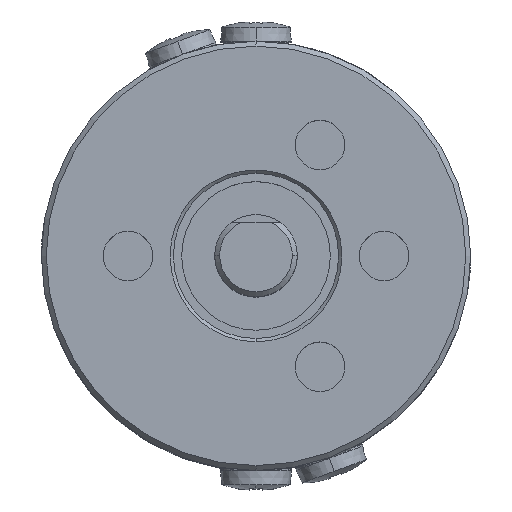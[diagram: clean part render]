
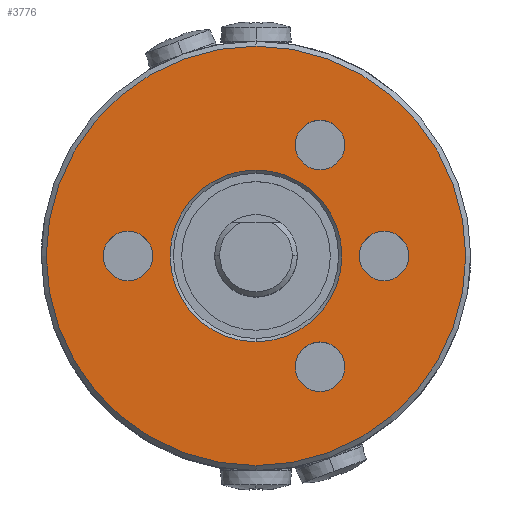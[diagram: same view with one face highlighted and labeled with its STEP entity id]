
A CAD part, top view. The second image highlights one B-rep face of the part: STEP entity #3776.
In plain terms, the highlighted planar face has unit normal (0, 0, 1).
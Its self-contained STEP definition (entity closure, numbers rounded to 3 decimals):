
#558 = DIRECTION ( 'NONE',  ( 0., -1., 0. ) ) ;
#663 = CARTESIAN_POINT ( 'NONE',  ( 0., -5.2, 19.5 ) ) ;
#675 = CARTESIAN_POINT ( 'NONE',  ( 0., -12.7, 19.5 ) ) ;
#683 = DIRECTION ( 'NONE',  ( 0., 0., 1. ) ) ;
#684 = AXIS2_PLACEMENT_3D ( 'NONE', #687, #683, #558 ) ;
#685 = CIRCLE ( 'NONE', #684, 12.7 ) ;
#687 = CARTESIAN_POINT ( 'NONE',  ( 0., 0., 19.5 ) ) ;
#776 = CIRCLE ( 'NONE', #809, 1.5 ) ;
#794 = DIRECTION ( 'NONE',  ( 0., 0., 1. ) ) ;
#795 = CARTESIAN_POINT ( 'NONE',  ( 0., 0., 19.5 ) ) ;
#806 = DIRECTION ( 'NONE',  ( 0., 1., 0. ) ) ;
#807 = DIRECTION ( 'NONE',  ( 0., 0., 1. ) ) ;
#809 = AXIS2_PLACEMENT_3D ( 'NONE', #812, #807, #806 ) ;
#811 = DIRECTION ( 'NONE',  ( 0., -1., 0. ) ) ;
#812 = CARTESIAN_POINT ( 'NONE',  ( 7.75, 0., 19.5 ) ) ;
#850 = DIRECTION ( 'NONE',  ( 0., -1., 0. ) ) ;
#851 = DIRECTION ( 'NONE',  ( 0., 0., -1. ) ) ;
#852 = AXIS2_PLACEMENT_3D ( 'NONE', #854, #851, #850 ) ;
#853 = CIRCLE ( 'NONE', #852, 5.2 ) ;
#854 = CARTESIAN_POINT ( 'NONE',  ( 0., 0., 19.5 ) ) ;
#984 = DIRECTION ( 'NONE',  ( 0., -1., 0. ) ) ;
#985 = DIRECTION ( 'NONE',  ( 0., 0., -1. ) ) ;
#986 = CARTESIAN_POINT ( 'NONE',  ( 0., 0., 19.5 ) ) ;
#987 = AXIS2_PLACEMENT_3D ( 'NONE', #986, #985, #984 ) ;
#989 = FACE_BOUND ( 'NONE', #3792, .T. ) ;
#990 = FACE_BOUND ( 'NONE', #3858, .T. ) ;
#997 = PLANE ( 'NONE',  #987 ) ;
#999 = FACE_BOUND ( 'NONE', #3770, .T. ) ;
#1000 = FACE_BOUND ( 'NONE', #3705, .T. ) ;
#1001 = FACE_OUTER_BOUND ( 'NONE', #3771, .T. ) ;
#1002 = FACE_BOUND ( 'NONE', #3707, .T. ) ;
#1005 = AXIS2_PLACEMENT_3D ( 'NONE', #795, #794, #811 ) ;
#1006 = CIRCLE ( 'NONE', #1005, 12.7 ) ;
#1011 = AXIS2_PLACEMENT_3D ( 'NONE', #1016, #1019, #1018 ) ;
#1012 = CIRCLE ( 'NONE', #1011, 1.5 ) ;
#1016 = CARTESIAN_POINT ( 'NONE',  ( -7.75, 0., 19.5 ) ) ;
#1018 = DIRECTION ( 'NONE',  ( 0., 1., 0. ) ) ;
#1019 = DIRECTION ( 'NONE',  ( 0., 0., 1. ) ) ;
#1047 = DIRECTION ( 'NONE',  ( 0., 0., 1. ) ) ;
#1048 = CARTESIAN_POINT ( 'NONE',  ( 3.875, -6.712, 19.5 ) ) ;
#1049 = DIRECTION ( 'NONE',  ( -0.866, -0.5, 0. ) ) ;
#1050 = AXIS2_PLACEMENT_3D ( 'NONE', #1048, #1047, #1049 ) ;
#1057 = CIRCLE ( 'NONE', #1050, 1.5 ) ;
#1161 = DIRECTION ( 'NONE',  ( 0.866, -0.5, 0. ) ) ;
#1162 = DIRECTION ( 'NONE',  ( 0., 0., 1. ) ) ;
#1163 = AXIS2_PLACEMENT_3D ( 'NONE', #1175, #1162, #1161 ) ;
#1164 = CIRCLE ( 'NONE', #1163, 1.5 ) ;
#1175 = CARTESIAN_POINT ( 'NONE',  ( 3.875, 6.712, 19.5 ) ) ;
#1459 = CARTESIAN_POINT ( 'NONE',  ( 3.875, 5.212, 19.5 ) ) ;
#1475 = CARTESIAN_POINT ( 'NONE',  ( 0., 5.2, 19.5 ) ) ;
#1476 = CARTESIAN_POINT ( 'NONE',  ( 3.875, -8.212, 19.5 ) ) ;
#1491 = CIRCLE ( 'NONE', #1526, 1.5 ) ;
#1503 = CARTESIAN_POINT ( 'NONE',  ( 3.875, 8.212, 19.5 ) ) ;
#1504 = CARTESIAN_POINT ( 'NONE',  ( 0., 12.7, 19.5 ) ) ;
#1506 = CARTESIAN_POINT ( 'NONE',  ( 7.75, 1.5, 19.5 ) ) ;
#1518 = DIRECTION ( 'NONE',  ( 0., 0., 1. ) ) ;
#1524 = DIRECTION ( 'NONE',  ( 0.866, -0.5, 0. ) ) ;
#1525 = CARTESIAN_POINT ( 'NONE',  ( 3.875, 6.712, 19.5 ) ) ;
#1526 = AXIS2_PLACEMENT_3D ( 'NONE', #1525, #1518, #1524 ) ;
#1527 = DIRECTION ( 'NONE',  ( 0., 1., 0. ) ) ;
#1529 = DIRECTION ( 'NONE',  ( 0., 0., 1. ) ) ;
#1531 = CARTESIAN_POINT ( 'NONE',  ( 7.75, 0., 19.5 ) ) ;
#1533 = CIRCLE ( 'NONE', #1535, 1.5 ) ;
#1535 = AXIS2_PLACEMENT_3D ( 'NONE', #1531, #1529, #1527 ) ;
#1557 = DIRECTION ( 'NONE',  ( 0., 0., 1. ) ) ;
#1558 = AXIS2_PLACEMENT_3D ( 'NONE', #1584, #1557, #1559 ) ;
#1559 = DIRECTION ( 'NONE',  ( 0., 1., 0. ) ) ;
#1560 = AXIS2_PLACEMENT_3D ( 'NONE', #1581, #1583, #1582 ) ;
#1564 = CIRCLE ( 'NONE', #1558, 1.5 ) ;
#1568 = CIRCLE ( 'NONE', #1560, 1.5 ) ;
#1581 = CARTESIAN_POINT ( 'NONE',  ( 3.875, -6.712, 19.5 ) ) ;
#1582 = DIRECTION ( 'NONE',  ( -0.866, -0.5, 0. ) ) ;
#1583 = DIRECTION ( 'NONE',  ( 0., 0., 1. ) ) ;
#1584 = CARTESIAN_POINT ( 'NONE',  ( -7.75, 0., 19.5 ) ) ;
#1585 = CARTESIAN_POINT ( 'NONE',  ( -7.75, 1.5, 19.5 ) ) ;
#1621 = CARTESIAN_POINT ( 'NONE',  ( 0., 0., 19.5 ) ) ;
#1627 = DIRECTION ( 'NONE',  ( 0., -1., 0. ) ) ;
#1628 = DIRECTION ( 'NONE',  ( 0., 0., -1. ) ) ;
#1629 = AXIS2_PLACEMENT_3D ( 'NONE', #1621, #1628, #1627 ) ;
#1630 = CIRCLE ( 'NONE', #1629, 5.2 ) ;
#1642 = CARTESIAN_POINT ( 'NONE',  ( 3.875, -5.212, 19.5 ) ) ;
#1652 = CARTESIAN_POINT ( 'NONE',  ( 7.75, -1.5, 19.5 ) ) ;
#1723 = CARTESIAN_POINT ( 'NONE',  ( -7.75, -1.5, 19.5 ) ) ;
#3254 = VERTEX_POINT ( 'NONE', #663 ) ;
#3266 = VERTEX_POINT ( 'NONE', #675 ) ;
#3274 = EDGE_CURVE ( 'NONE', #3349, #3266, #685, .T. ) ;
#3321 = VERTEX_POINT ( 'NONE', #1475 ) ;
#3330 = VERTEX_POINT ( 'NONE', #1476 ) ;
#3343 = VERTEX_POINT ( 'NONE', #1459 ) ;
#3345 = EDGE_CURVE ( 'NONE', #3343, #3346, #1491, .T. ) ;
#3346 = VERTEX_POINT ( 'NONE', #1503 ) ;
#3349 = VERTEX_POINT ( 'NONE', #1504 ) ;
#3350 = VERTEX_POINT ( 'NONE', #1506 ) ;
#3360 = EDGE_CURVE ( 'NONE', #3411, #3350, #1533, .T. ) ;
#3371 = EDGE_CURVE ( 'NONE', #3330, #3402, #1568, .T. ) ;
#3375 = EDGE_CURVE ( 'NONE', #3466, #3376, #1564, .T. ) ;
#3376 = VERTEX_POINT ( 'NONE', #1585 ) ;
#3402 = VERTEX_POINT ( 'NONE', #1642 ) ;
#3408 = EDGE_CURVE ( 'NONE', #3321, #3254, #1630, .T. ) ;
#3411 = VERTEX_POINT ( 'NONE', #1652 ) ;
#3466 = VERTEX_POINT ( 'NONE', #1723 ) ;
#3705 = EDGE_LOOP ( 'NONE', ( #3779, #3827 ) ) ;
#3707 = EDGE_LOOP ( 'NONE', ( #3796, #3793 ) ) ;
#3708 = EDGE_CURVE ( 'NONE', #3254, #3321, #853, .T. ) ;
#3767 = ORIENTED_EDGE ( 'NONE', *, *, #3371, .F. ) ;
#3768 = ORIENTED_EDGE ( 'NONE', *, *, #3794, .T. ) ;
#3769 = EDGE_CURVE ( 'NONE', #3350, #3411, #776, .T. ) ;
#3770 = EDGE_LOOP ( 'NONE', ( #3810, #3767 ) ) ;
#3771 = EDGE_LOOP ( 'NONE', ( #3768, #3780 ) ) ;
#3776 = ADVANCED_FACE ( 'NONE', ( #1002, #1001, #1000, #999, #990, #989 ), #997, .F. ) ;
#3779 = ORIENTED_EDGE ( 'NONE', *, *, #3769, .F. ) ;
#3780 = ORIENTED_EDGE ( 'NONE', *, *, #3274, .T. ) ;
#3783 = EDGE_CURVE ( 'NONE', #3376, #3466, #1012, .T. ) ;
#3785 = ORIENTED_EDGE ( 'NONE', *, *, #3865, .F. ) ;
#3791 = ORIENTED_EDGE ( 'NONE', *, *, #3783, .F. ) ;
#3792 = EDGE_LOOP ( 'NONE', ( #3791, #3803 ) ) ;
#3793 = ORIENTED_EDGE ( 'NONE', *, *, #3708, .T. ) ;
#3794 = EDGE_CURVE ( 'NONE', #3266, #3349, #1006, .T. ) ;
#3796 = ORIENTED_EDGE ( 'NONE', *, *, #3408, .T. ) ;
#3803 = ORIENTED_EDGE ( 'NONE', *, *, #3375, .F. ) ;
#3804 = ORIENTED_EDGE ( 'NONE', *, *, #3345, .F. ) ;
#3809 = EDGE_CURVE ( 'NONE', #3402, #3330, #1057, .T. ) ;
#3810 = ORIENTED_EDGE ( 'NONE', *, *, #3809, .F. ) ;
#3827 = ORIENTED_EDGE ( 'NONE', *, *, #3360, .F. ) ;
#3858 = EDGE_LOOP ( 'NONE', ( #3785, #3804 ) ) ;
#3865 = EDGE_CURVE ( 'NONE', #3346, #3343, #1164, .T. ) ;
